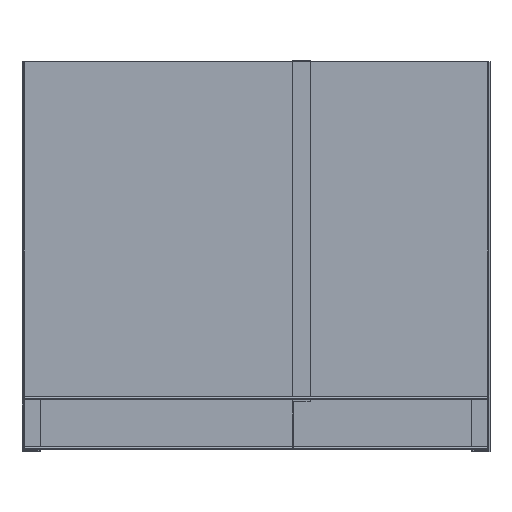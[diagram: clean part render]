
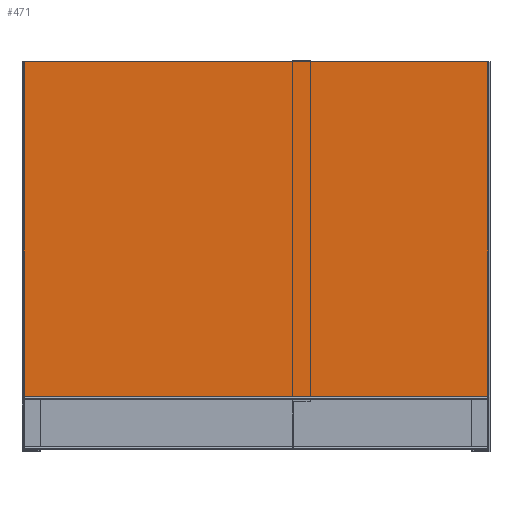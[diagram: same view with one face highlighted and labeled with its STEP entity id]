
A CAD part, front view. The second image highlights one B-rep face of the part: STEP entity #471.
In plain terms, the highlighted planar face has unit normal (0, -1, 0).
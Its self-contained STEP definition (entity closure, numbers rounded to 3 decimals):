
#250=DIRECTION('',(0.,0.,1.));
#251=VECTOR('',#250,171.72);
#252=CARTESIAN_POINT('',(-118.75,-0.08,1.75));
#253=LINE('',#252,#251);
#257=DIRECTION('',(1.,0.,0.));
#258=VECTOR('',#257,237.5);
#259=CARTESIAN_POINT('',(-118.75,-0.08,173.47));
#260=LINE('',#259,#258);
#264=DIRECTION('',(0.,0.,-1.));
#265=VECTOR('',#264,171.72);
#266=CARTESIAN_POINT('',(118.75,-0.08,173.47));
#267=LINE('',#266,#265);
#271=DIRECTION('',(1.,0.,0.));
#272=VECTOR('',#271,237.5);
#273=CARTESIAN_POINT('',(-118.75,-0.08,1.75));
#274=LINE('',#273,#272);
#390=CARTESIAN_POINT('',(118.75,-0.08,173.47));
#391=CARTESIAN_POINT('',(118.75,-0.08,1.75));
#392=VERTEX_POINT('',#390);
#393=VERTEX_POINT('',#391);
#398=CARTESIAN_POINT('',(-118.75,-0.08,1.75));
#399=VERTEX_POINT('',#398);
#412=CARTESIAN_POINT('',(-118.75,-0.08,173.47));
#413=VERTEX_POINT('',#412);
#457=CARTESIAN_POINT('',(-118.75,-0.08,-172.13));
#458=DIRECTION('',(0.,-1.,0.));
#459=DIRECTION('',(1.,0.,0.));
#460=AXIS2_PLACEMENT_3D('',#457,#458,#459);
#461=PLANE('',#460);
#463=ORIENTED_EDGE('',*,*,#462,.F.);
#465=ORIENTED_EDGE('',*,*,#464,.T.);
#467=ORIENTED_EDGE('',*,*,#466,.T.);
#468=ORIENTED_EDGE('',*,*,#439,.T.);
#469=EDGE_LOOP('',(#463,#465,#467,#468));
#470=FACE_OUTER_BOUND('',#469,.F.);
#439=EDGE_CURVE('',#392,#393,#267,.T.);
#462=EDGE_CURVE('',#399,#393,#274,.T.);
#464=EDGE_CURVE('',#399,#413,#253,.T.);
#466=EDGE_CURVE('',#413,#392,#260,.T.);
#471=ADVANCED_FACE('',(#470),#461,.T.);
